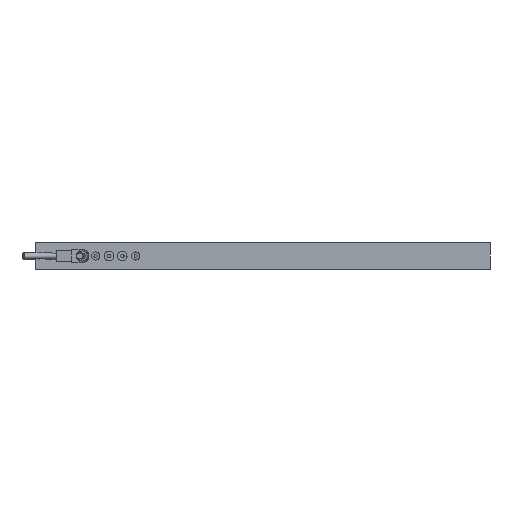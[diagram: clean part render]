
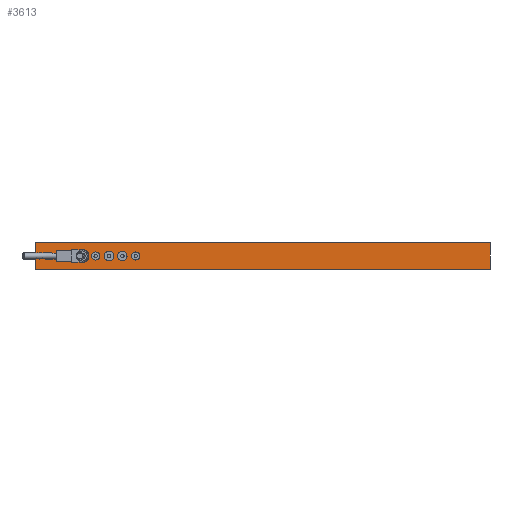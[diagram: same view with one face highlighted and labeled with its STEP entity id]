
A CAD part, left-side view. The second image highlights one B-rep face of the part: STEP entity #3613.
In plain terms, the highlighted planar face has unit normal (-1, 0, 0).
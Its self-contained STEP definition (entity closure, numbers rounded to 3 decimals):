
#174=CARTESIAN_POINT('',(-18.011,19.563,9.0));
#175=VERTEX_POINT('',#174);
#191=CARTESIAN_POINT('',(-18.011,19.563,11.0));
#192=VERTEX_POINT('',#191);
#199=CARTESIAN_POINT('',(-18.011,19.563,10.0));
#200=DIRECTION('',(1.0,0.0,0.0));
#201=DIRECTION('',(0.0,0.0,-1.0));
#202=AXIS2_PLACEMENT_3D('',#199,#200,#201);
#203=CIRCLE('',#202,1.0);
#204=EDGE_CURVE('',#175,#192,#203,.T.);
#216=CARTESIAN_POINT('',(-18.011,-20.437,7.0));
#217=VERTEX_POINT('',#216);
#233=CARTESIAN_POINT('',(-18.011,-20.437,13.0));
#234=VERTEX_POINT('',#233);
#241=CARTESIAN_POINT('',(-18.011,-20.437,10.0));
#242=DIRECTION('',(1.0,0.0,0.0));
#243=DIRECTION('',(0.0,0.0,-1.0));
#244=AXIS2_PLACEMENT_3D('',#241,#242,#243);
#245=CIRCLE('',#244,3.);
#246=EDGE_CURVE('',#217,#234,#245,.T.);
#300=CARTESIAN_POINT('',(-18.011,9.563,7.0));
#301=VERTEX_POINT('',#300);
#317=CARTESIAN_POINT('',(-18.011,9.563,13.0));
#318=VERTEX_POINT('',#317);
#325=CARTESIAN_POINT('',(-18.011,9.563,10.0));
#326=DIRECTION('',(1.0,0.0,0.0));
#327=DIRECTION('',(0.0,0.0,-1.0));
#328=AXIS2_PLACEMENT_3D('',#325,#326,#327);
#329=CIRCLE('',#328,3.);
#330=EDGE_CURVE('',#301,#318,#329,.T.);
#384=CARTESIAN_POINT('',(-18.011,-0.437,6.5));
#385=VERTEX_POINT('',#384);
#401=CARTESIAN_POINT('',(-18.011,-0.437,13.5));
#402=VERTEX_POINT('',#401);
#409=CARTESIAN_POINT('',(-18.011,-0.437,10.0));
#410=DIRECTION('',(1.0,0.0,0.0));
#411=DIRECTION('',(0.0,0.0,-1.0));
#412=AXIS2_PLACEMENT_3D('',#409,#410,#411);
#413=CIRCLE('',#412,3.5);
#414=EDGE_CURVE('',#385,#402,#413,.T.);
#468=CARTESIAN_POINT('',(-18.011,-10.437,6.5));
#469=VERTEX_POINT('',#468);
#485=CARTESIAN_POINT('',(-18.011,-10.437,13.5));
#486=VERTEX_POINT('',#485);
#493=CARTESIAN_POINT('',(-18.011,-10.437,10.0));
#494=DIRECTION('',(1.0,0.0,0.0));
#495=DIRECTION('',(0.0,0.0,-1.0));
#496=AXIS2_PLACEMENT_3D('',#493,#494,#495);
#497=CIRCLE('',#496,3.5);
#498=EDGE_CURVE('',#469,#486,#497,.T.);
#3304=CARTESIAN_POINT('',(-18.011,-10.437,10.0));
#3305=DIRECTION('',(1.0,0.0,0.0));
#3306=DIRECTION('',(0.0,0.0,-1.0));
#3307=AXIS2_PLACEMENT_3D('',#3304,#3305,#3306);
#3308=CIRCLE('',#3307,3.5);
#3309=EDGE_CURVE('',#486,#469,#3308,.T.);
#3392=CARTESIAN_POINT('',(-18.011,-0.437,10.0));
#3393=DIRECTION('',(1.0,0.0,0.0));
#3394=DIRECTION('',(0.0,0.0,-1.0));
#3395=AXIS2_PLACEMENT_3D('',#3392,#3393,#3394);
#3396=CIRCLE('',#3395,3.5);
#3397=EDGE_CURVE('',#402,#385,#3396,.T.);
#3454=CARTESIAN_POINT('',(-18.011,9.563,10.0));
#3455=DIRECTION('',(1.0,0.0,0.0));
#3456=DIRECTION('',(0.0,0.0,-1.0));
#3457=AXIS2_PLACEMENT_3D('',#3454,#3455,#3456);
#3458=CIRCLE('',#3457,3.);
#3459=EDGE_CURVE('',#318,#301,#3458,.T.);
#3516=CARTESIAN_POINT('',(-18.011,-20.437,10.0));
#3517=DIRECTION('',(1.0,0.0,0.0));
#3518=DIRECTION('',(0.0,0.0,-1.0));
#3519=AXIS2_PLACEMENT_3D('',#3516,#3517,#3518);
#3520=CIRCLE('',#3519,3.);
#3521=EDGE_CURVE('',#234,#217,#3520,.T.);
#3548=CARTESIAN_POINT('',(-18.011,-285.437,0.0));
#3549=DIRECTION('',(-1.0,0.0,0.0));
#3550=DIRECTION('',(0.0,0.0,1.0));
#3551=AXIS2_PLACEMENT_3D('',#3548,#3549,#3550);
#3552=PLANE('',#3551);
#3553=CARTESIAN_POINT('',(-18.011,-285.437,20.0));
#3554=VERTEX_POINT('',#3553);
#3555=CARTESIAN_POINT('',(-18.011,54.563,20.0));
#3556=VERTEX_POINT('',#3555);
#3557=CARTESIAN_POINT('',(-18.011,-285.437,20.0));
#3558=DIRECTION('',(0.0,1.0,0.0));
#3559=VECTOR('',#3558,340.0);
#3560=LINE('',#3557,#3559);
#3561=EDGE_CURVE('',#3554,#3556,#3560,.T.);
#3562=ORIENTED_EDGE('',*,*,#3561,.T.);
#3563=CARTESIAN_POINT('',(-18.011,54.563,0.0));
#3564=VERTEX_POINT('',#3563);
#3565=CARTESIAN_POINT('',(-18.011,54.563,0.0));
#3566=DIRECTION('',(0.0,0.0,1.0));
#3567=VECTOR('',#3566,20.0);
#3568=LINE('',#3565,#3567);
#3569=EDGE_CURVE('',#3564,#3556,#3568,.T.);
#3570=ORIENTED_EDGE('',*,*,#3569,.F.);
#3571=CARTESIAN_POINT('',(-18.011,-285.437,0.0));
#3572=VERTEX_POINT('',#3571);
#3573=CARTESIAN_POINT('',(-18.011,-285.437,0.0));
#3574=DIRECTION('',(0.0,1.0,0.0));
#3575=VECTOR('',#3574,340.0);
#3576=LINE('',#3573,#3575);
#3577=EDGE_CURVE('',#3572,#3564,#3576,.T.);
#3578=ORIENTED_EDGE('',*,*,#3577,.F.);
#3579=CARTESIAN_POINT('',(-18.011,-285.437,0.0));
#3580=DIRECTION('',(0.0,0.0,1.0));
#3581=VECTOR('',#3580,20.0);
#3582=LINE('',#3579,#3581);
#3583=EDGE_CURVE('',#3572,#3554,#3582,.T.);
#3584=ORIENTED_EDGE('',*,*,#3583,.T.);
#3585=EDGE_LOOP('',(#3562,#3570,#3578,#3584));
#3586=FACE_OUTER_BOUND('',#3585,.T.);
#3587=ORIENTED_EDGE('',*,*,#3309,.T.);
#3588=ORIENTED_EDGE('',*,*,#498,.T.);
#3589=EDGE_LOOP('',(#3587,#3588));
#3590=FACE_BOUND('',#3589,.T.);
#3591=ORIENTED_EDGE('',*,*,#3397,.T.);
#3592=ORIENTED_EDGE('',*,*,#414,.T.);
#3593=EDGE_LOOP('',(#3591,#3592));
#3594=FACE_BOUND('',#3593,.T.);
#3595=ORIENTED_EDGE('',*,*,#3459,.T.);
#3596=ORIENTED_EDGE('',*,*,#330,.T.);
#3597=EDGE_LOOP('',(#3595,#3596));
#3598=FACE_BOUND('',#3597,.T.);
#3599=ORIENTED_EDGE('',*,*,#3521,.T.);
#3600=ORIENTED_EDGE('',*,*,#246,.T.);
#3601=EDGE_LOOP('',(#3599,#3600));
#3602=FACE_BOUND('',#3601,.T.);
#3603=CARTESIAN_POINT('',(-18.011,19.563,10.0));
#3604=DIRECTION('',(1.0,0.0,0.0));
#3605=DIRECTION('',(0.0,0.0,-1.0));
#3606=AXIS2_PLACEMENT_3D('',#3603,#3604,#3605);
#3607=CIRCLE('',#3606,1.0);
#3608=EDGE_CURVE('',#192,#175,#3607,.T.);
#3609=ORIENTED_EDGE('',*,*,#3608,.T.);
#3610=ORIENTED_EDGE('',*,*,#204,.T.);
#3611=EDGE_LOOP('',(#3609,#3610));
#3612=FACE_BOUND('',#3611,.T.);
#3613=ADVANCED_FACE('',(#3586,#3590,#3594,#3598,#3602,#3612),#3552,.T.);
